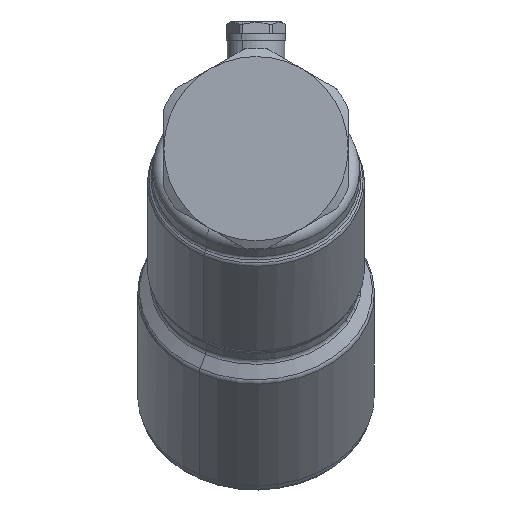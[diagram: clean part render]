
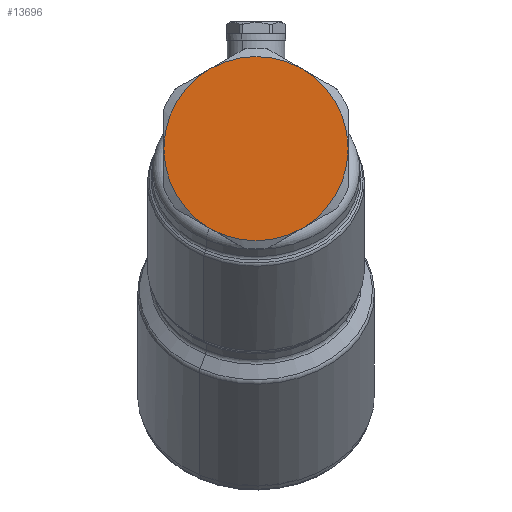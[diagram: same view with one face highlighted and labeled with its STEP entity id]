
A CAD part, front view. The second image highlights one B-rep face of the part: STEP entity #13696.
In plain terms, the highlighted planar face has unit normal (0, -1, 0).
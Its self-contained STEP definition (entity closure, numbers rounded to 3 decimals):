
#10903=CARTESIAN_POINT('Vertex',(14.,0.,24.249)) ;
#11045=CARTESIAN_POINT('Vertex',(-14.,0.,-24.249)) ;
#11267=CARTESIAN_POINT('Vertex',(14.,0.,-24.249)) ;
#11414=CARTESIAN_POINT('Vertex',(28.,0.,0.)) ;
#11827=CARTESIAN_POINT('Vertex',(-14.,0.,24.249)) ;
#12037=CARTESIAN_POINT('Vertex',(-28.,0.,0.)) ;
#12221=CARTESIAN_POINT('Axis2P3D Location',(0.,0.,0.)) ;
#12225=CARTESIAN_POINT('Vertex',(13.424,0.,24.572)) ;
#12264=CARTESIAN_POINT('Axis2P3D Location',(0.,0.,0.)) ;
#12281=CARTESIAN_POINT('Axis2P3D Location',(0.,0.,0.)) ;
#12351=CARTESIAN_POINT('Axis2P3D Location',(0.,0.,0.)) ;
#12355=CARTESIAN_POINT('Vertex',(-13.424,0.,-24.572)) ;
#12394=CARTESIAN_POINT('Axis2P3D Location',(0.,0.,0.)) ;
#12405=CARTESIAN_POINT('Axis2P3D Location',(0.,0.,0.)) ;
#12523=CARTESIAN_POINT('Axis2P3D Location',(0.,0.,0.)) ;
#13526=CARTESIAN_POINT('Axis2P3D Location',(0.,0.,0.)) ;
#13681=CARTESIAN_POINT('Axis2P3D Location',(0.,0.,0.)) ;
#12222=DIRECTION('Axis2P3D Direction',(0.,1.,0.)) ;
#12265=DIRECTION('Axis2P3D Direction',(0.,1.,0.)) ;
#12282=DIRECTION('Axis2P3D Direction',(0.,1.,0.)) ;
#12352=DIRECTION('Axis2P3D Direction',(0.,1.,0.)) ;
#12395=DIRECTION('Axis2P3D Direction',(0.,1.,0.)) ;
#12406=DIRECTION('Axis2P3D Direction',(0.,1.,0.)) ;
#12524=DIRECTION('Axis2P3D Direction',(0.,1.,0.)) ;
#13527=DIRECTION('Axis2P3D Direction',(0.,1.,0.)) ;
#13682=DIRECTION('Axis2P3D Direction',(-0.,1.,0.)) ;
#13683=DIRECTION('Axis2P3D XDirection',(1.,0.,0.)) ;
#12223=AXIS2_PLACEMENT_3D('Circle Axis2P3D',#12221,#12222,$) ;
#12266=AXIS2_PLACEMENT_3D('Circle Axis2P3D',#12264,#12265,$) ;
#12283=AXIS2_PLACEMENT_3D('Circle Axis2P3D',#12281,#12282,$) ;
#12353=AXIS2_PLACEMENT_3D('Circle Axis2P3D',#12351,#12352,$) ;
#12396=AXIS2_PLACEMENT_3D('Circle Axis2P3D',#12394,#12395,$) ;
#12407=AXIS2_PLACEMENT_3D('Circle Axis2P3D',#12405,#12406,$) ;
#12525=AXIS2_PLACEMENT_3D('Circle Axis2P3D',#12523,#12524,$) ;
#13528=AXIS2_PLACEMENT_3D('Circle Axis2P3D',#13526,#13527,$) ;
#13684=AXIS2_PLACEMENT_3D('Plane Axis2P3D',#13681,#13682,#13683) ;
#13687=ORIENTED_EDGE('',*,*,#12527,.F.) ;
#13688=ORIENTED_EDGE('',*,*,#12285,.F.) ;
#13689=ORIENTED_EDGE('',*,*,#12268,.F.) ;
#13690=ORIENTED_EDGE('',*,*,#12227,.F.) ;
#13691=ORIENTED_EDGE('',*,*,#13530,.F.) ;
#13692=ORIENTED_EDGE('',*,*,#12409,.F.) ;
#13693=ORIENTED_EDGE('',*,*,#12398,.F.) ;
#13694=ORIENTED_EDGE('',*,*,#12357,.F.) ;
#13696=ADVANCED_FACE('PartBody',(#13695),#13685,.F.) ;
#12224=CIRCLE('generated circle',#12223,28.) ;
#12267=CIRCLE('generated circle',#12266,28.) ;
#12284=CIRCLE('generated circle',#12283,28.) ;
#12354=CIRCLE('generated circle',#12353,28.) ;
#12397=CIRCLE('generated circle',#12396,28.) ;
#12408=CIRCLE('generated circle',#12407,28.) ;
#12526=CIRCLE('generated circle',#12525,28.) ;
#13529=CIRCLE('generated circle',#13528,28.) ;
#12227=EDGE_CURVE('',#11828,#12226,#12224,.T.) ;
#12268=EDGE_CURVE('',#12226,#10904,#12267,.T.) ;
#12285=EDGE_CURVE('',#10904,#11415,#12284,.T.) ;
#12357=EDGE_CURVE('',#11268,#12356,#12354,.T.) ;
#12398=EDGE_CURVE('',#12356,#11046,#12397,.T.) ;
#12409=EDGE_CURVE('',#11046,#12038,#12408,.T.) ;
#12527=EDGE_CURVE('',#11415,#11268,#12526,.T.) ;
#13530=EDGE_CURVE('',#12038,#11828,#13529,.T.) ;
#13686=EDGE_LOOP('',(#13687,#13688,#13689,#13690,#13691,#13692,#13693,#13694)) ;
#13695=FACE_OUTER_BOUND('',#13686,.T.) ;
#13685=PLANE('',#13684) ;
#10904=VERTEX_POINT('',#10903) ;
#11046=VERTEX_POINT('',#11045) ;
#11268=VERTEX_POINT('',#11267) ;
#11415=VERTEX_POINT('',#11414) ;
#11828=VERTEX_POINT('',#11827) ;
#12038=VERTEX_POINT('',#12037) ;
#12226=VERTEX_POINT('',#12225) ;
#12356=VERTEX_POINT('',#12355) ;
